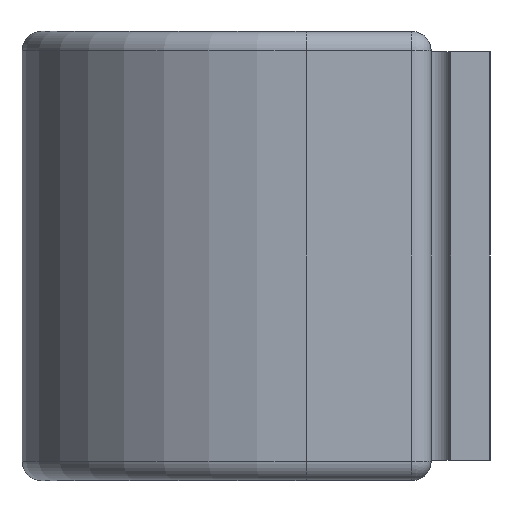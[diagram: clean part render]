
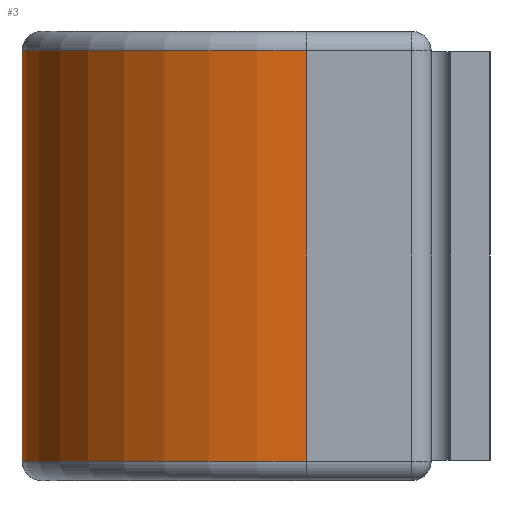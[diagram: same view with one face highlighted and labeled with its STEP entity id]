
A CAD part, left-side view. The second image highlights one B-rep face of the part: STEP entity #3.
In plain terms, the highlighted cylindrical face has radius 11.049 mm (diameter 22.098 mm), a partial arc.
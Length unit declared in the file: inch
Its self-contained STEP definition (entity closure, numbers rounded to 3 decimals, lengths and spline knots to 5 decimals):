
#3 = ADVANCED_FACE ( 'NONE', ( #9 ), #1715, .T. ) ;
#9 = FACE_OUTER_BOUND ( 'NONE', #898, .T. ) ;
#177 = CIRCLE ( 'NONE', #1855, 0.435 ) ;
#273 = CARTESIAN_POINT ( 'NONE',  ( 1.685, 0.28125, -0.31375 ) ) ;
#286 = CIRCLE ( 'NONE', #1687, 0.435 ) ;
#444 = CARTESIAN_POINT ( 'NONE',  ( 1.25, 0.28125, 0.3125 ) ) ;
#468 = DIRECTION ( 'NONE',  ( 0., 0., 1. ) ) ;
#540 = CARTESIAN_POINT ( 'NONE',  ( 0.815, 0.28125, -0.31375 ) ) ;
#558 = DIRECTION ( 'NONE',  ( 0., 0., 1. ) ) ;
#574 = LINE ( 'NONE', #1628, #1336 ) ;
#736 = CARTESIAN_POINT ( 'NONE',  ( 0.815, 0.28125, 0.31375 ) ) ;
#806 = EDGE_CURVE ( 'NONE', #1847, #1207, #1541, .T. ) ;
#875 = CARTESIAN_POINT ( 'NONE',  ( 1.685, 0.28125, -0.31375 ) ) ;
#883 = DIRECTION ( 'NONE',  ( 0., 0., 1. ) ) ;
#898 = EDGE_LOOP ( 'NONE', ( #1609, #1535, #1980, #1304 ) ) ;
#929 = CARTESIAN_POINT ( 'NONE',  ( 1.685, 0.28125, 0.31375 ) ) ;
#957 = VERTEX_POINT ( 'NONE', #540 ) ;
#1125 = VERTEX_POINT ( 'NONE', #736 ) ;
#1207 = VERTEX_POINT ( 'NONE', #929 ) ;
#1304 = ORIENTED_EDGE ( 'NONE', *, *, #1502, .F. ) ;
#1336 = VECTOR ( 'NONE', #1782, 39.37008 ) ;
#1346 = DIRECTION ( 'NONE',  ( 0., 0., 1. ) ) ;
#1375 = CARTESIAN_POINT ( 'NONE',  ( 1.25, 0.28125, -0.31375 ) ) ;
#1468 = CARTESIAN_POINT ( 'NONE',  ( 1.25, 0.28125, 0.31375 ) ) ;
#1502 = EDGE_CURVE ( 'NONE', #1207, #1125, #177, .T. ) ;
#1504 = DIRECTION ( 'NONE',  ( 1., 0., 0. ) ) ;
#1524 = DIRECTION ( 'NONE',  ( 1., 0., 0. ) ) ;
#1535 = ORIENTED_EDGE ( 'NONE', *, *, #1960, .T. ) ;
#1541 = LINE ( 'NONE', #273, #1780 ) ;
#1602 = AXIS2_PLACEMENT_3D ( 'NONE', #444, #883, #1504 ) ;
#1609 = ORIENTED_EDGE ( 'NONE', *, *, #806, .F. ) ;
#1618 = DIRECTION ( 'NONE',  ( 1., 0., 0. ) ) ;
#1628 = CARTESIAN_POINT ( 'NONE',  ( 0.815, 0.28125, -0.31375 ) ) ;
#1687 = AXIS2_PLACEMENT_3D ( 'NONE', #1375, #468, #1524 ) ;
#1715 = CYLINDRICAL_SURFACE ( 'NONE', #1602, 0.435 ) ;
#1770 = EDGE_CURVE ( 'NONE', #957, #1125, #574, .T. ) ;
#1780 = VECTOR ( 'NONE', #1346, 39.37008 ) ;
#1782 = DIRECTION ( 'NONE',  ( 0., 0., 1. ) ) ;
#1847 = VERTEX_POINT ( 'NONE', #875 ) ;
#1855 = AXIS2_PLACEMENT_3D ( 'NONE', #1468, #558, #1618 ) ;
#1960 = EDGE_CURVE ( 'NONE', #1847, #957, #286, .T. ) ;
#1980 = ORIENTED_EDGE ( 'NONE', *, *, #1770, .T. ) ;
